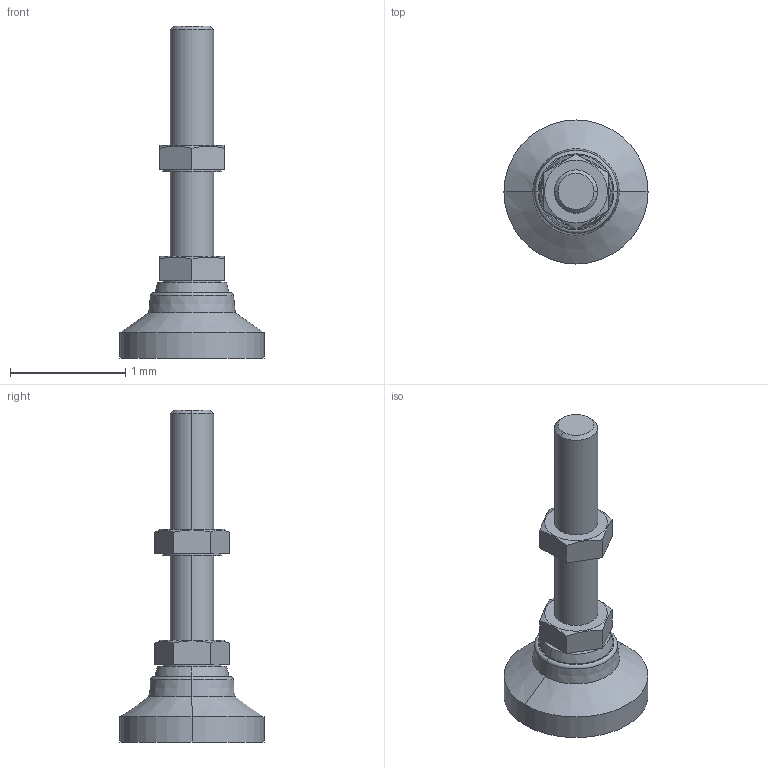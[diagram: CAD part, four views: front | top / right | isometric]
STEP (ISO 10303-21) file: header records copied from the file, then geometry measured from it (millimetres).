
FILE_DESCRIPTION((''),'2;1');
FILE_NAME('13FF8118.stp','2015-07-15T08:43:31',(''),(''),'Mechanical Desktop 2011','Mechanical Desktop 2011',', , ');
FILE_SCHEMA(('CONFIG_CONTROL_DESIGN'));
Length unit declared in the file: millimetre
Products named in the file (1): Product
Bounding box: 1.25 x 1.25 x 2.88 mm (x, y, z)
Volume: 0.8 mm3; surface area: 8.6 mm2
Topology: 3 solids, 3 shells, 48 faces, 107 edges, 70 vertices
Faces by surface type: plane 22, cylinder 12, cone 10, torus 2, bspline 2
Entity records: 1466 total; most frequent: CARTESIAN_POINT 309, DIRECTION 229, ORIENTED_EDGE 212, EDGE_CURVE 106, AXIS2_PLACEMENT_3D 91, VERTEX_POINT 68, EDGE_LOOP 56, FACE_OUTER_BOUND 48
